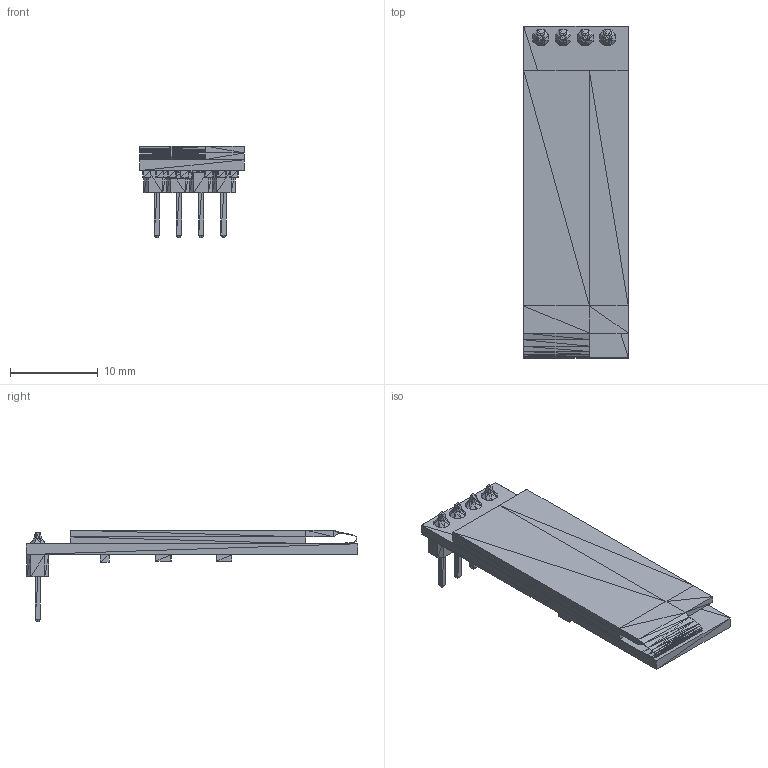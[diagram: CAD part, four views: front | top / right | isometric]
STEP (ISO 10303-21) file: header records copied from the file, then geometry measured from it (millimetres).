
FILE_DESCRIPTION((''),'2;1');
FILE_NAME('ssd-1306_oled', '2024-12-13T17:54:49', (''), (''), 'ImageToStl.com STEP Converter','', '');
FILE_SCHEMA(('AUTOMOTIVE_DESIGN_CC2'));
Length unit declared in the file: metre
Products named in the file (6): product0; product1; product2; product3; product4; product5
Bounding box: 11.94 x 37.9 x 10.48 mm (x, y, z)
Surface area: 2590.5 mm2 (no closed solid volume)
Topology: 0 solids, 2008 shells, 2008 faces, 6024 edges, 1048 vertices
Faces by surface type: plane 2008
Entity records: 47991 total; most frequent: DIRECTION 10042, ORIENTED_EDGE 6024, EDGE_CURVE 6024, LINE 6024, VECTOR 6024, AXIS2_PLACEMENT_3D 2009, FACE_SURFACE 2008, PLANE 2008
